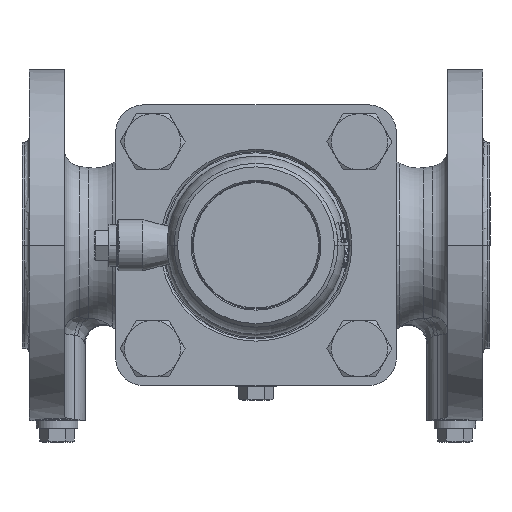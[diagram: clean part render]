
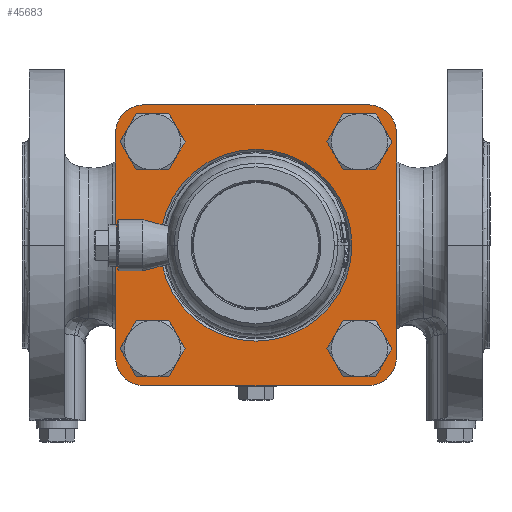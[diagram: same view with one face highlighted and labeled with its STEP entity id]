
A CAD part, front view. The second image highlights one B-rep face of the part: STEP entity #45683.
In plain terms, the highlighted planar face has unit normal (0, -1, 0).
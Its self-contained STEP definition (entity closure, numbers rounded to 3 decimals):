
#32919=CARTESIAN_POINT('',(44.194,125.,44.194));
#32920=DIRECTION('',(0.,1.,0.));
#32921=DIRECTION('',(1.,0.,0.));
#32922=AXIS2_PLACEMENT_3D('',#32919,#32920,#32921);
#32924=CARTESIAN_POINT('',(44.194,125.,44.194));
#32925=DIRECTION('',(0.,1.,0.));
#32926=DIRECTION('',(-1.,0.,0.));
#32927=AXIS2_PLACEMENT_3D('',#32924,#32925,#32926);
#32929=CARTESIAN_POINT('',(44.194,125.,-44.194));
#32930=DIRECTION('',(0.,1.,0.));
#32931=DIRECTION('',(1.,0.,0.));
#32932=AXIS2_PLACEMENT_3D('',#32929,#32930,#32931);
#32934=CARTESIAN_POINT('',(44.194,125.,-44.194));
#32935=DIRECTION('',(0.,1.,0.));
#32936=DIRECTION('',(-1.,0.,0.));
#32937=AXIS2_PLACEMENT_3D('',#32934,#32935,#32936);
#32939=CARTESIAN_POINT('',(-44.194,125.,44.194));
#32940=DIRECTION('',(0.,1.,0.));
#32941=DIRECTION('',(1.,0.,0.));
#32942=AXIS2_PLACEMENT_3D('',#32939,#32940,#32941);
#32944=CARTESIAN_POINT('',(-44.194,125.,44.194));
#32945=DIRECTION('',(0.,1.,0.));
#32946=DIRECTION('',(-1.,0.,0.));
#32947=AXIS2_PLACEMENT_3D('',#32944,#32945,#32946);
#32949=CARTESIAN_POINT('',(-44.194,125.,-44.194));
#32950=DIRECTION('',(0.,1.,0.));
#32951=DIRECTION('',(1.,0.,0.));
#32952=AXIS2_PLACEMENT_3D('',#32949,#32950,#32951);
#32954=CARTESIAN_POINT('',(-44.194,125.,-44.194));
#32955=DIRECTION('',(0.,1.,0.));
#32956=DIRECTION('',(-1.,0.,0.));
#32957=AXIS2_PLACEMENT_3D('',#32954,#32955,#32956);
#32959=CARTESIAN_POINT('',(-48.,125.,48.));
#32960=DIRECTION('',(0.,-1.,0.));
#32961=DIRECTION('',(0.,0.,1.));
#32962=AXIS2_PLACEMENT_3D('',#32959,#32960,#32961);
#32964=DIRECTION('',(-1.,0.,0.));
#32965=VECTOR('',#32964,96.);
#32966=CARTESIAN_POINT('',(48.,125.,60.));
#32967=LINE('',#32966,#32965);
#32968=CARTESIAN_POINT('',(48.,125.,48.));
#32969=DIRECTION('',(0.,-1.,0.));
#32970=DIRECTION('',(1.,0.,0.));
#32971=AXIS2_PLACEMENT_3D('',#32968,#32969,#32970);
#32973=DIRECTION('',(0.,0.,1.));
#32974=VECTOR('',#32973,96.);
#32975=CARTESIAN_POINT('',(60.,125.,-48.));
#32976=LINE('',#32975,#32974);
#32977=CARTESIAN_POINT('',(48.,125.,-48.));
#32978=DIRECTION('',(0.,-1.,0.));
#32979=DIRECTION('',(0.,0.,-1.));
#32980=AXIS2_PLACEMENT_3D('',#32977,#32978,#32979);
#32982=DIRECTION('',(1.,0.,0.));
#32983=VECTOR('',#32982,96.);
#32984=CARTESIAN_POINT('',(-48.,125.,-60.));
#32985=LINE('',#32984,#32983);
#32986=CARTESIAN_POINT('',(-48.,125.,-48.));
#32987=DIRECTION('',(0.,-1.,0.));
#32988=DIRECTION('',(-1.,0.,0.));
#32989=AXIS2_PLACEMENT_3D('',#32986,#32987,#32988);
#32991=DIRECTION('',(0.,0.,-1.));
#32992=VECTOR('',#32991,96.);
#32993=CARTESIAN_POINT('',(-60.,125.,48.));
#32994=LINE('',#32993,#32992);
#32995=CARTESIAN_POINT('',(0.,125.,
0.));
#32996=DIRECTION('',(0.,1.,0.));
#32997=DIRECTION('',(1.,0.,0.));
#32998=AXIS2_PLACEMENT_3D('',#32995,#32996,#32997);
#33000=CARTESIAN_POINT('',(0.,125.,
0.));
#33001=DIRECTION('',(0.,1.,0.));
#33002=DIRECTION('',(-1.,0.,0.));
#33003=AXIS2_PLACEMENT_3D('',#33000,#33001,#33002);
#43653=CARTESIAN_POINT('',(53.194,125.,44.194));
#43654=CARTESIAN_POINT('',(35.194,125.,44.194));
#43655=VERTEX_POINT('',#43653);
#43656=VERTEX_POINT('',#43654);
#43657=CARTESIAN_POINT('',(53.194,125.,-44.194));
#43658=CARTESIAN_POINT('',(35.194,125.,-44.194));
#43659=VERTEX_POINT('',#43657);
#43660=VERTEX_POINT('',#43658);
#43661=CARTESIAN_POINT('',(-35.194,125.,44.194));
#43662=CARTESIAN_POINT('',(-53.194,125.,44.194));
#43663=VERTEX_POINT('',#43661);
#43664=VERTEX_POINT('',#43662);
#43665=CARTESIAN_POINT('',(-35.194,125.,-44.194));
#43666=CARTESIAN_POINT('',(-53.194,125.,-44.194));
#43667=VERTEX_POINT('',#43665);
#43668=VERTEX_POINT('',#43666);
#43669=CARTESIAN_POINT('',(41.,125.,
0.));
#43670=CARTESIAN_POINT('',(-41.,125.,0.));
#43671=VERTEX_POINT('',#43669);
#43672=VERTEX_POINT('',#43670);
#44914=CARTESIAN_POINT('',(-48.,125.,60.));
#44915=CARTESIAN_POINT('',(-60.,125.,48.));
#44916=VERTEX_POINT('',#44914);
#44917=VERTEX_POINT('',#44915);
#44918=CARTESIAN_POINT('',(-60.,125.,-48.));
#44919=VERTEX_POINT('',#44918);
#44920=CARTESIAN_POINT('',(-48.,125.,-60.));
#44921=VERTEX_POINT('',#44920);
#44922=CARTESIAN_POINT('',(48.,125.,-60.));
#44923=VERTEX_POINT('',#44922);
#44924=CARTESIAN_POINT('',(60.,125.,-48.));
#44925=VERTEX_POINT('',#44924);
#44926=CARTESIAN_POINT('',(60.,125.,48.));
#44927=VERTEX_POINT('',#44926);
#44928=CARTESIAN_POINT('',(48.,125.,60.));
#44929=VERTEX_POINT('',#44928);
#45632=CARTESIAN_POINT('',(0.,125.,0.));
#45633=DIRECTION('',(0.,-1.,0.));
#45634=DIRECTION('',(1.,0.,0.));
#45635=AXIS2_PLACEMENT_3D('',#45632,#45633,#45634);
#45636=PLANE('',#45635);
#45638=ORIENTED_EDGE('',*,*,#45637,.F.);
#45640=ORIENTED_EDGE('',*,*,#45639,.F.);
#45642=ORIENTED_EDGE('',*,*,#45641,.F.);
#45644=ORIENTED_EDGE('',*,*,#45643,.F.);
#45646=ORIENTED_EDGE('',*,*,#45645,.F.);
#45648=ORIENTED_EDGE('',*,*,#45647,.F.);
#45650=ORIENTED_EDGE('',*,*,#45649,.F.);
#45652=ORIENTED_EDGE('',*,*,#45651,.F.);
#45653=EDGE_LOOP('',(#45638,#45640,#45642,#45644,#45646,#45648,#45650,#45652));
#45654=FACE_OUTER_BOUND('',#45653,.F.);
#45656=ORIENTED_EDGE('',*,*,#45655,.F.);
#45658=ORIENTED_EDGE('',*,*,#45657,.F.);
#45659=EDGE_LOOP('',(#45656,#45658));
#45660=FACE_BOUND('',#45659,.F.);
#45662=ORIENTED_EDGE('',*,*,#45661,.F.);
#45664=ORIENTED_EDGE('',*,*,#45663,.F.);
#45665=EDGE_LOOP('',(#45662,#45664));
#45666=FACE_BOUND('',#45665,.F.);
#45668=ORIENTED_EDGE('',*,*,#45667,.F.);
#45670=ORIENTED_EDGE('',*,*,#45669,.F.);
#45671=EDGE_LOOP('',(#45668,#45670));
#45672=FACE_BOUND('',#45671,.F.);
#45673=ORIENTED_EDGE('',*,*,#45612,.F.);
#45674=ORIENTED_EDGE('',*,*,#45626,.F.);
#45675=EDGE_LOOP('',(#45673,#45674));
#45676=FACE_BOUND('',#45675,.F.);
#45678=ORIENTED_EDGE('',*,*,#45677,.F.);
#45680=ORIENTED_EDGE('',*,*,#45679,.F.);
#45681=EDGE_LOOP('',(#45678,#45680));
#45682=FACE_BOUND('',#45681,.F.);
#45683=ADVANCED_FACE('',(#45654,#45660,#45666,#45672,#45676,#45682),#45636,.T.);
#32923=CIRCLE('',#32922,9.);
#32928=CIRCLE('',#32927,9.);
#32933=CIRCLE('',#32932,9.);
#32938=CIRCLE('',#32937,9.);
#32943=CIRCLE('',#32942,9.);
#32948=CIRCLE('',#32947,9.);
#32953=CIRCLE('',#32952,9.);
#32958=CIRCLE('',#32957,9.);
#32963=CIRCLE('',#32962,12.);
#32972=CIRCLE('',#32971,12.);
#32981=CIRCLE('',#32980,12.);
#32990=CIRCLE('',#32989,12.);
#32999=CIRCLE('',#32998,41.);
#33004=CIRCLE('',#33003,41.);
#45612=EDGE_CURVE('',#43655,#43656,#32923,.T.);
#45626=EDGE_CURVE('',#43656,#43655,#32928,.T.);
#45637=EDGE_CURVE('',#44916,#44917,#32963,.T.);
#45639=EDGE_CURVE('',#44929,#44916,#32967,.T.);
#45641=EDGE_CURVE('',#44927,#44929,#32972,.T.);
#45643=EDGE_CURVE('',#44925,#44927,#32976,.T.);
#45645=EDGE_CURVE('',#44923,#44925,#32981,.T.);
#45647=EDGE_CURVE('',#44921,#44923,#32985,.T.);
#45649=EDGE_CURVE('',#44919,#44921,#32990,.T.);
#45651=EDGE_CURVE('',#44917,#44919,#32994,.T.);
#45655=EDGE_CURVE('',#43659,#43660,#32933,.T.);
#45657=EDGE_CURVE('',#43660,#43659,#32938,.T.);
#45661=EDGE_CURVE('',#43663,#43664,#32943,.T.);
#45663=EDGE_CURVE('',#43664,#43663,#32948,.T.);
#45667=EDGE_CURVE('',#43667,#43668,#32953,.T.);
#45669=EDGE_CURVE('',#43668,#43667,#32958,.T.);
#45677=EDGE_CURVE('',#43671,#43672,#32999,.T.);
#45679=EDGE_CURVE('',#43672,#43671,#33004,.T.);
